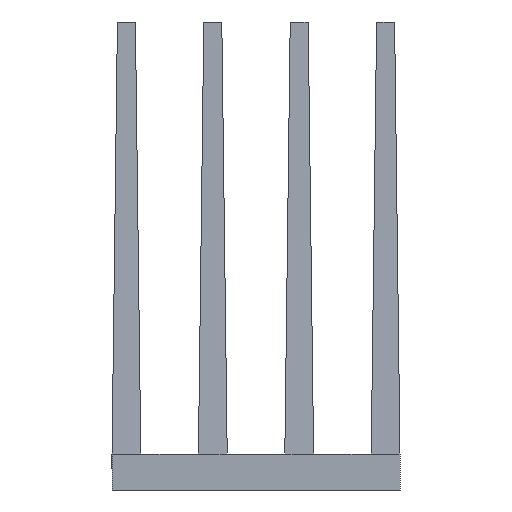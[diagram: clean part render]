
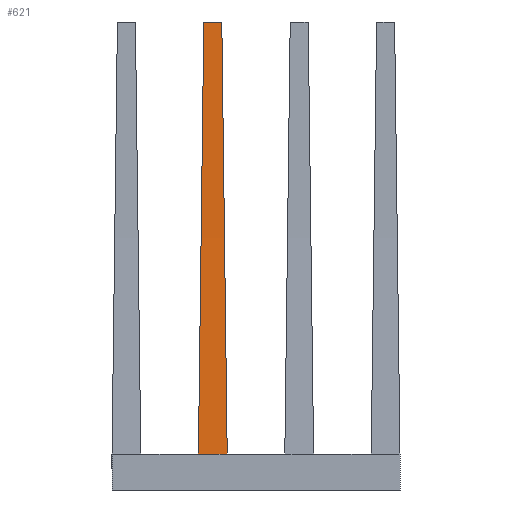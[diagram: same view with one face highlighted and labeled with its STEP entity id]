
A CAD part, front view. The second image highlights one B-rep face of the part: STEP entity #621.
In plain terms, the highlighted free-form (B-spline) face has degree [3, 3] with [4, 5] control points.
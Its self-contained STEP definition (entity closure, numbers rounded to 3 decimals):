
#23 = VECTOR ( 'NONE', #101, 1000. ) ;
#37 = VERTEX_POINT ( 'NONE', #70 ) ;
#43 = CARTESIAN_POINT ( 'NONE',  ( 635.001, -41.669, 599.896 ) ) ;
#50 = CARTESIAN_POINT ( 'NONE',  ( 610., -10., 2600. ) ) ;
#54 = EDGE_CURVE ( 'NONE', #449, #727, #495, .T. ) ;
#63 = CARTESIAN_POINT ( 'NONE',  ( 615.001, -8.336, 2199.896 ) ) ;
#65 = EDGE_LOOP ( 'NONE', ( #73, #106, #398, #385 ) ) ;
#70 = CARTESIAN_POINT ( 'NONE',  ( 610., -10., 2600. ) ) ;
#73 = ORIENTED_EDGE ( 'NONE', *, *, #531, .T. ) ;
#76 = CARTESIAN_POINT ( 'NONE',  ( 510., -10., 2600. ) ) ;
#101 = DIRECTION ( 'NONE',  ( 1., 0., 0. ) ) ;
#106 = ORIENTED_EDGE ( 'NONE', *, *, #220, .T. ) ;
#109 = VECTOR ( 'NONE', #751, 1000. ) ;
#113 = CARTESIAN_POINT ( 'NONE',  ( 578.334, -8.336, 2199.896 ) ) ;
#125 = CARTESIAN_POINT ( 'NONE',  ( 535., -41.669, 599.896 ) ) ;
#148 = CARTESIAN_POINT ( 'NONE',  ( 510., -10., 2600. ) ) ;
#162 = B_SPLINE_CURVE_WITH_KNOTS ( 'NONE', 3,
 ( #798, #43, #543, #781, #606 ),
 .UNSPECIFIED., .F., .F.,
 ( 4, 1, 4 ),
 ( 0., 0.5, 1. ),
 .UNSPECIFIED. ) ;
#166 = EDGE_CURVE ( 'NONE', #727, #37, #804, .T. ) ;
#176 = CARTESIAN_POINT ( 'NONE',  ( 581.667, -15.002, 1399.922 ) ) ;
#179 = CARTESIAN_POINT ( 'NONE',  ( 543.333, -10., 2600. ) ) ;
#180 = CARTESIAN_POINT ( 'NONE',  ( 480., -60., 200. ) ) ;
#220 = EDGE_CURVE ( 'NONE', #519, #37, #162, .T. ) ;
#227 = CARTESIAN_POINT ( 'NONE',  ( 480., -60., 200. ) ) ;
#256 = CARTESIAN_POINT ( 'NONE',  ( 480., -60., 200. ) ) ;
#300 = CARTESIAN_POINT ( 'NONE',  ( 541.666, -8.336, 2199.896 ) ) ;
#312 = CARTESIAN_POINT ( 'NONE',  ( 510., -10., 2600. ) ) ;
#325 = B_SPLINE_SURFACE_WITH_KNOTS ( 'NONE', 3, 3, ( 
 ( #256, #624, #552, #613, #558 ),
 ( #682, #125, #379, #300, #179 ),
 ( #562, #432, #176, #113, #669 ),
 ( #616, #368, #728, #63, #50 ) ),
 .UNSPECIFIED., .F., .F., .F.,
 ( 4, 4 ),
 ( 4, 1, 4 ),
 ( 0., 1. ),
 ( 0., 0.5, 1. ),
 .UNSPECIFIED. ) ;
#368 = CARTESIAN_POINT ( 'NONE',  ( 635.001, -41.669, 599.896 ) ) ;
#379 = CARTESIAN_POINT ( 'NONE',  ( 538.333, -15.002, 1399.922 ) ) ;
#385 = ORIENTED_EDGE ( 'NONE', *, *, #54, .F. ) ;
#398 = ORIENTED_EDGE ( 'NONE', *, *, #166, .F. ) ;
#408 = CARTESIAN_POINT ( 'NONE',  ( 480., -60., 200. ) ) ;
#432 = CARTESIAN_POINT ( 'NONE',  ( 585., -41.669, 599.896 ) ) ;
#433 = CARTESIAN_POINT ( 'NONE',  ( 494.999, -15.002, 1399.922 ) ) ;
#449 = VERTEX_POINT ( 'NONE', #227 ) ;
#489 = FACE_OUTER_BOUND ( 'NONE', #65, .T. ) ;
#495 = B_SPLINE_CURVE_WITH_KNOTS ( 'NONE', 3,
 ( #180, #567, #433, #517, #76 ),
 .UNSPECIFIED., .F., .F.,
 ( 4, 1, 4 ),
 ( 0., 0.5, 1. ),
 .UNSPECIFIED. ) ;
#517 = CARTESIAN_POINT ( 'NONE',  ( 504.999, -8.336, 2199.896 ) ) ;
#519 = VERTEX_POINT ( 'NONE', #604 ) ;
#531 = EDGE_CURVE ( 'NONE', #449, #519, #534, .T. ) ;
#534 = LINE ( 'NONE', #408, #23 ) ;
#543 = CARTESIAN_POINT ( 'NONE',  ( 625.001, -15.002, 1399.922 ) ) ;
#552 = CARTESIAN_POINT ( 'NONE',  ( 494.999, -15.002, 1399.922 ) ) ;
#558 = CARTESIAN_POINT ( 'NONE',  ( 510., -10., 2600. ) ) ;
#562 = CARTESIAN_POINT ( 'NONE',  ( 586.667, -60., 200. ) ) ;
#567 = CARTESIAN_POINT ( 'NONE',  ( 484.999, -41.669, 599.896 ) ) ;
#604 = CARTESIAN_POINT ( 'NONE',  ( 640., -60., 200. ) ) ;
#606 = CARTESIAN_POINT ( 'NONE',  ( 610., -10., 2600. ) ) ;
#613 = CARTESIAN_POINT ( 'NONE',  ( 504.999, -8.336, 2199.896 ) ) ;
#616 = CARTESIAN_POINT ( 'NONE',  ( 640., -60., 200. ) ) ;
#621 = ADVANCED_FACE ( 'NONE', ( #489 ), #325, .T. ) ;
#624 = CARTESIAN_POINT ( 'NONE',  ( 484.999, -41.669, 599.896 ) ) ;
#669 = CARTESIAN_POINT ( 'NONE',  ( 576.667, -10., 2600. ) ) ;
#682 = CARTESIAN_POINT ( 'NONE',  ( 533.333, -60., 200. ) ) ;
#727 = VERTEX_POINT ( 'NONE', #148 ) ;
#728 = CARTESIAN_POINT ( 'NONE',  ( 625.001, -15.002, 1399.922 ) ) ;
#751 = DIRECTION ( 'NONE',  ( 1., 0., 0. ) ) ;
#781 = CARTESIAN_POINT ( 'NONE',  ( 615.001, -8.336, 2199.896 ) ) ;
#798 = CARTESIAN_POINT ( 'NONE',  ( 640., -60., 200. ) ) ;
#804 = LINE ( 'NONE', #312, #109 ) ;
